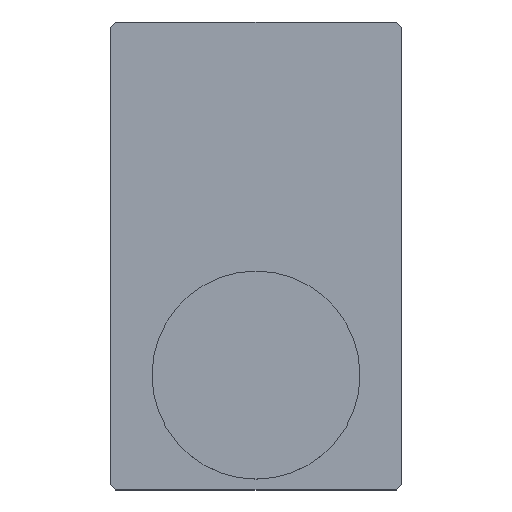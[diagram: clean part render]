
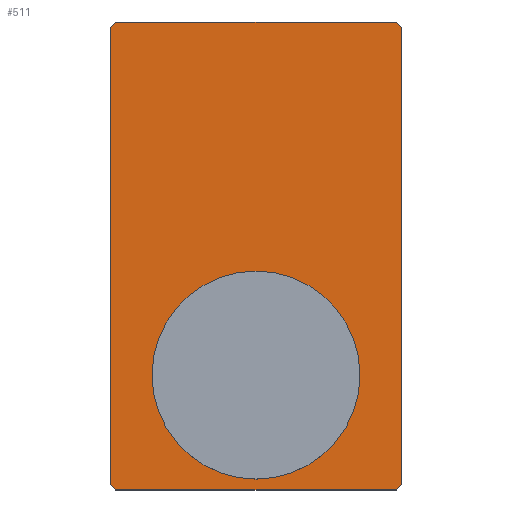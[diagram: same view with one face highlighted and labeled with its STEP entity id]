
A CAD part, top view. The second image highlights one B-rep face of the part: STEP entity #511.
In plain terms, the highlighted planar face has unit normal (0, 0, 1).
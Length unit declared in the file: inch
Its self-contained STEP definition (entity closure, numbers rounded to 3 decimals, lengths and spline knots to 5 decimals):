
#2=DIRECTION('',(-0.707,-0.707,0.));
#3=VECTOR('',#2,0.05657);
#4=CARTESIAN_POINT('',(-1.06236,1.77166,0.));
#5=LINE('',#4,#3);
#6=DIRECTION('',(1.,0.,0.));
#7=VECTOR('',#6,2.12472);
#8=CARTESIAN_POINT('',(-1.06236,1.77166,0.));
#9=LINE('',#8,#7);
#10=DIRECTION('',(-0.707,0.707,0.));
#11=VECTOR('',#10,0.05657);
#12=CARTESIAN_POINT('',(1.10236,1.73166,0.));
#13=LINE('',#12,#11);
#14=DIRECTION('',(0.,-1.,0.));
#15=VECTOR('',#14,3.46331);
#16=CARTESIAN_POINT('',(1.10236,1.73166,0.));
#17=LINE('',#16,#15);
#18=DIRECTION('',(0.707,0.707,0.));
#19=VECTOR('',#18,0.05657);
#20=CARTESIAN_POINT('',(1.06236,-1.77166,0.));
#21=LINE('',#20,#19);
#22=DIRECTION('',(-1.,0.,0.));
#23=VECTOR('',#22,2.12472);
#24=CARTESIAN_POINT('',(1.06236,-1.77166,0.));
#25=LINE('',#24,#23);
#26=DIRECTION('',(0.707,-0.707,0.));
#27=VECTOR('',#26,0.05657);
#28=CARTESIAN_POINT('',(-1.10236,-1.73166,0.));
#29=LINE('',#28,#27);
#30=DIRECTION('',(0.,1.,0.));
#31=VECTOR('',#30,3.46331);
#32=CARTESIAN_POINT('',(-1.10236,-1.73166,0.));
#33=LINE('',#32,#31);
#34=CARTESIAN_POINT('',(0.,-0.90551,0.));
#35=DIRECTION('',(0.,0.,-1.));
#36=DIRECTION('',(1.,0.,0.));
#37=AXIS2_PLACEMENT_3D('',#34,#35,#36);
#39=CARTESIAN_POINT('',(0.,-0.90551,0.));
#40=DIRECTION('',(0.,0.,-1.));
#41=DIRECTION('',(-1.,0.,0.));
#42=AXIS2_PLACEMENT_3D('',#39,#40,#41);
#374=CARTESIAN_POINT('',(-1.06236,1.77166,0.));
#375=CARTESIAN_POINT('',(-1.10236,1.73166,0.));
#376=VERTEX_POINT('',#374);
#377=VERTEX_POINT('',#375);
#382=CARTESIAN_POINT('',(1.10236,1.73166,0.));
#383=CARTESIAN_POINT('',(1.06236,1.77166,0.));
#384=VERTEX_POINT('',#382);
#385=VERTEX_POINT('',#383);
#390=CARTESIAN_POINT('',(1.06236,-1.77166,0.));
#391=CARTESIAN_POINT('',(1.10236,-1.73166,0.));
#392=VERTEX_POINT('',#390);
#393=VERTEX_POINT('',#391);
#398=CARTESIAN_POINT('',(-1.10236,-1.73166,0.));
#399=CARTESIAN_POINT('',(-1.06236,-1.77166,0.));
#400=VERTEX_POINT('',#398);
#401=VERTEX_POINT('',#399);
#406=CARTESIAN_POINT('',(0.3935,-0.90551,0.));
#407=CARTESIAN_POINT('',(-0.3935,-0.90551,0.));
#408=VERTEX_POINT('',#406);
#409=VERTEX_POINT('',#407);
#482=CARTESIAN_POINT('',(0.,0.,0.));
#483=DIRECTION('',(0.,0.,-1.));
#484=DIRECTION('',(-1.,0.,0.));
#485=AXIS2_PLACEMENT_3D('',#482,#483,#484);
#486=PLANE('',#485);
#488=ORIENTED_EDGE('',*,*,#487,.F.);
#490=ORIENTED_EDGE('',*,*,#489,.T.);
#492=ORIENTED_EDGE('',*,*,#491,.F.);
#494=ORIENTED_EDGE('',*,*,#493,.T.);
#496=ORIENTED_EDGE('',*,*,#495,.F.);
#498=ORIENTED_EDGE('',*,*,#497,.T.);
#500=ORIENTED_EDGE('',*,*,#499,.F.);
#502=ORIENTED_EDGE('',*,*,#501,.T.);
#503=EDGE_LOOP('',(#488,#490,#492,#494,#496,#498,#500,#502));
#504=FACE_OUTER_BOUND('',#503,.F.);
#506=ORIENTED_EDGE('',*,*,#505,.F.);
#508=ORIENTED_EDGE('',*,*,#507,.F.);
#509=EDGE_LOOP('',(#506,#508));
#510=FACE_BOUND('',#509,.F.);
#511=ADVANCED_FACE('',(#504,#510),#486,.F.);
#38=CIRCLE('',#37,0.3935);
#43=CIRCLE('',#42,0.3935);
#487=EDGE_CURVE('',#376,#377,#5,.T.);
#489=EDGE_CURVE('',#376,#385,#9,.T.);
#491=EDGE_CURVE('',#384,#385,#13,.T.);
#493=EDGE_CURVE('',#384,#393,#17,.T.);
#495=EDGE_CURVE('',#392,#393,#21,.T.);
#497=EDGE_CURVE('',#392,#401,#25,.T.);
#499=EDGE_CURVE('',#400,#401,#29,.T.);
#501=EDGE_CURVE('',#400,#377,#33,.T.);
#505=EDGE_CURVE('',#408,#409,#38,.T.);
#507=EDGE_CURVE('',#409,#408,#43,.T.);
